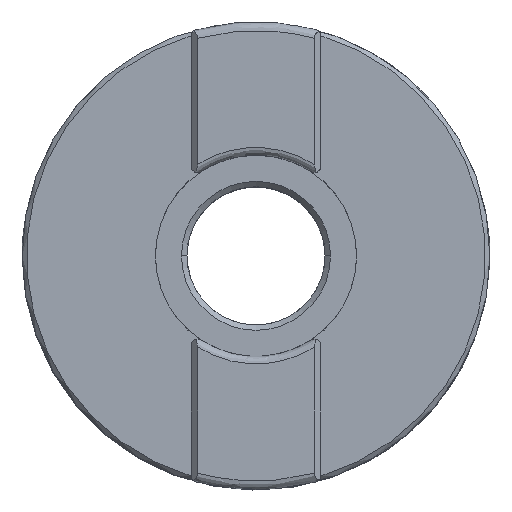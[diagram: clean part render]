
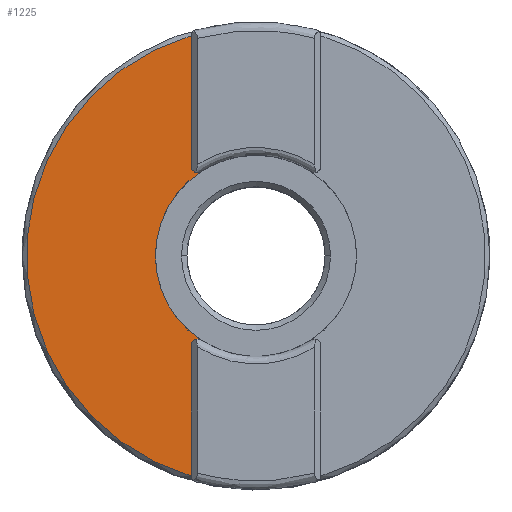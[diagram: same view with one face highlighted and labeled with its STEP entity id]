
A CAD part, top view. The second image highlights one B-rep face of the part: STEP entity #1225.
In plain terms, the highlighted planar face has unit normal (0, 0, 1).
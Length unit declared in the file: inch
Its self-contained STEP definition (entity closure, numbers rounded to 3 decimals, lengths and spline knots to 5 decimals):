
#116 = LINE ( 'NONE', #1474, #1743 ) ;
#134 = PLANE ( 'NONE',  #495 ) ;
#240 = CARTESIAN_POINT ( 'NONE',  ( -0.23504, 0.79676, 0.64961 ) ) ;
#273 = VERTEX_POINT ( 'NONE', #2806 ) ;
#492 = CARTESIAN_POINT ( 'NONE',  ( 0., 0., 0.64961 ) ) ;
#495 = AXIS2_PLACEMENT_3D ( 'NONE', #2081, #1550, #3187 ) ;
#549 = CARTESIAN_POINT ( 'NONE',  ( 0., 0., 0.64961 ) ) ;
#603 = ORIENTED_EDGE ( 'NONE', *, *, #3612, .T. ) ;
#732 = CIRCLE ( 'NONE', #2728, 0.36417 ) ;
#810 = CARTESIAN_POINT ( 'NONE',  ( -0.36417, 0., 0.64961 ) ) ;
#840 = ORIENTED_EDGE ( 'NONE', *, *, #978, .F. ) ;
#857 = VECTOR ( 'NONE', #2241, 39.37008 ) ;
#978 = EDGE_CURVE ( 'NONE', #3377, #2974, #3604, .T. ) ;
#1036 = ORIENTED_EDGE ( 'NONE', *, *, #2136, .T. ) ;
#1105 = CARTESIAN_POINT ( 'NONE',  ( -0.23504, 0., 0.64961 ) ) ;
#1225 = ADVANCED_FACE ( 'NONE', ( #2617 ), #134, .T. ) ;
#1262 = AXIS2_PLACEMENT_3D ( 'NONE', #2771, #1386, #3580 ) ;
#1275 = EDGE_CURVE ( 'NONE', #3377, #3311, #116, .T. ) ;
#1352 = DIRECTION ( 'NONE',  ( 1., 0., 0. ) ) ;
#1384 = AXIS2_PLACEMENT_3D ( 'NONE', #492, #2901, #3519 ) ;
#1386 = DIRECTION ( 'NONE',  ( 0., 0., 1. ) ) ;
#1408 = ORIENTED_EDGE ( 'NONE', *, *, #1275, .T. ) ;
#1474 = CARTESIAN_POINT ( 'NONE',  ( -0.23504, 0., 0.64961 ) ) ;
#1535 = VERTEX_POINT ( 'NONE', #2263 ) ;
#1550 = DIRECTION ( 'NONE',  ( 0., 0., 1. ) ) ;
#1614 = CARTESIAN_POINT ( 'NONE',  ( -0.21142, 0.3251, 0.64961 ) ) ;
#1654 = LINE ( 'NONE', #1105, #857 ) ;
#1743 = VECTOR ( 'NONE', #2579, 39.37008 ) ;
#1813 = DIRECTION ( 'NONE',  ( 0., 0., -1. ) ) ;
#1868 = DIRECTION ( 'NONE',  ( 1., 0., 0. ) ) ;
#1875 = CIRCLE ( 'NONE', #2676, 0.02362 ) ;
#1956 = ORIENTED_EDGE ( 'NONE', *, *, #3273, .T. ) ;
#1975 = ORIENTED_EDGE ( 'NONE', *, *, #3331, .F. ) ;
#2052 = EDGE_CURVE ( 'NONE', #1535, #273, #1875, .T. ) ;
#2067 = ORIENTED_EDGE ( 'NONE', *, *, #2052, .F. ) ;
#2081 = CARTESIAN_POINT ( 'NONE',  ( 0., 0., 0.64961 ) ) ;
#2098 = AXIS2_PLACEMENT_3D ( 'NONE', #2948, #1813, #1868 ) ;
#2136 = EDGE_CURVE ( 'NONE', #1535, #2974, #1654, .T. ) ;
#2241 = DIRECTION ( 'NONE',  ( 0., 1., 0. ) ) ;
#2263 = CARTESIAN_POINT ( 'NONE',  ( -0.23504, 0.3251, 0.64961 ) ) ;
#2385 = CIRCLE ( 'NONE', #2098, 0.36417 ) ;
#2579 = DIRECTION ( 'NONE',  ( 0., 1., 0. ) ) ;
#2617 = FACE_OUTER_BOUND ( 'NONE', #3050, .T. ) ;
#2676 = AXIS2_PLACEMENT_3D ( 'NONE', #1614, #2720, #1352 ) ;
#2720 = DIRECTION ( 'NONE',  ( 0., 0., 1. ) ) ;
#2728 = AXIS2_PLACEMENT_3D ( 'NONE', #549, #2753, #3286 ) ;
#2753 = DIRECTION ( 'NONE',  ( 0., 0., -1. ) ) ;
#2771 = CARTESIAN_POINT ( 'NONE',  ( -0.21142, -0.3251, 0.64961 ) ) ;
#2792 = CARTESIAN_POINT ( 'NONE',  ( -0.23504, -0.79676, 0.64961 ) ) ;
#2806 = CARTESIAN_POINT ( 'NONE',  ( -0.19854, 0.30529, 0.64961 ) ) ;
#2901 = DIRECTION ( 'NONE',  ( 0., 0., -1. ) ) ;
#2948 = CARTESIAN_POINT ( 'NONE',  ( 0., 0., 0.64961 ) ) ;
#2974 = VERTEX_POINT ( 'NONE', #240 ) ;
#3032 = VERTEX_POINT ( 'NONE', #810 ) ;
#3050 = EDGE_LOOP ( 'NONE', ( #840, #1408, #1975, #603, #1956, #2067, #1036 ) ) ;
#3158 = VERTEX_POINT ( 'NONE', #3225 ) ;
#3187 = DIRECTION ( 'NONE',  ( 1., 0., 0. ) ) ;
#3225 = CARTESIAN_POINT ( 'NONE',  ( -0.19854, -0.30529, 0.64961 ) ) ;
#3273 = EDGE_CURVE ( 'NONE', #3032, #273, #732, .T. ) ;
#3286 = DIRECTION ( 'NONE',  ( 1., 0., 0. ) ) ;
#3311 = VERTEX_POINT ( 'NONE', #3634 ) ;
#3331 = EDGE_CURVE ( 'NONE', #3158, #3311, #3371, .T. ) ;
#3371 = CIRCLE ( 'NONE', #1262, 0.02362 ) ;
#3377 = VERTEX_POINT ( 'NONE', #2792 ) ;
#3519 = DIRECTION ( 'NONE',  ( 0., 1., 0. ) ) ;
#3580 = DIRECTION ( 'NONE',  ( 1., 0., 0. ) ) ;
#3604 = CIRCLE ( 'NONE', #1384, 0.83071 ) ;
#3612 = EDGE_CURVE ( 'NONE', #3158, #3032, #2385, .T. ) ;
#3634 = CARTESIAN_POINT ( 'NONE',  ( -0.23504, -0.3251, 0.64961 ) ) ;
